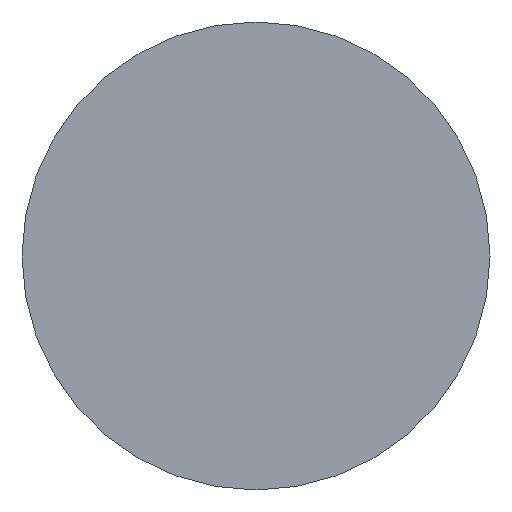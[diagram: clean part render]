
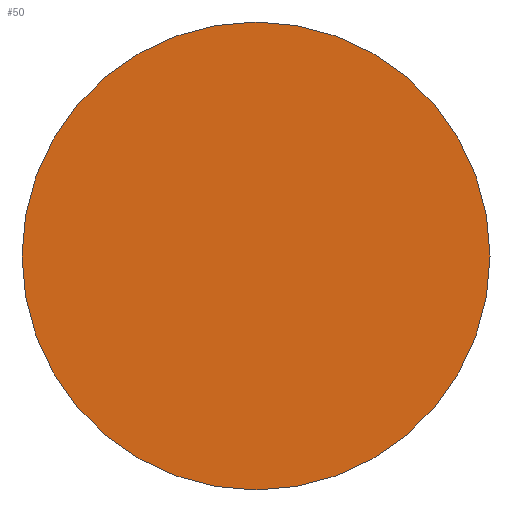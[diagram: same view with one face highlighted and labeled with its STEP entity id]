
A CAD part, top view. The second image highlights one B-rep face of the part: STEP entity #50.
In plain terms, the highlighted planar face has unit normal (0, 0, 1).
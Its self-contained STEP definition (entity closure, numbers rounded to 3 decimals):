
#37=PLANE('',#136);
#41=FACE_OUTER_BOUND('',#61,.T.);
#50=ADVANCED_FACE('',(#41),#37,.T.);
#61=EDGE_LOOP('',(#72));
#72=ORIENTED_EDGE('',*,*,#82,.T.);
#77=VERTEX_POINT('',#176);
#82=EDGE_CURVE('',#77,#77,#96,.T.);
#96=CIRCLE('',#128,7.938);
#128=AXIS2_PLACEMENT_3D('',#175,#146,#147);
#136=AXIS2_PLACEMENT_3D('',#190,#164,#165);
#146=DIRECTION('',(0.,0.,1.));
#147=DIRECTION('',(1.,0.,0.));
#164=DIRECTION('',(0.,0.,1.));
#165=DIRECTION('',(1.,0.,0.));
#175=CARTESIAN_POINT('',(0.,0.,0.));
#176=CARTESIAN_POINT('',(7.938,0.,0.));
#190=CARTESIAN_POINT('',(0.,0.,0.));
